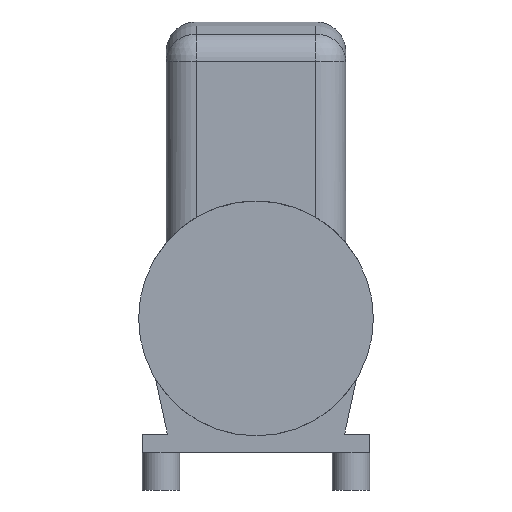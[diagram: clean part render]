
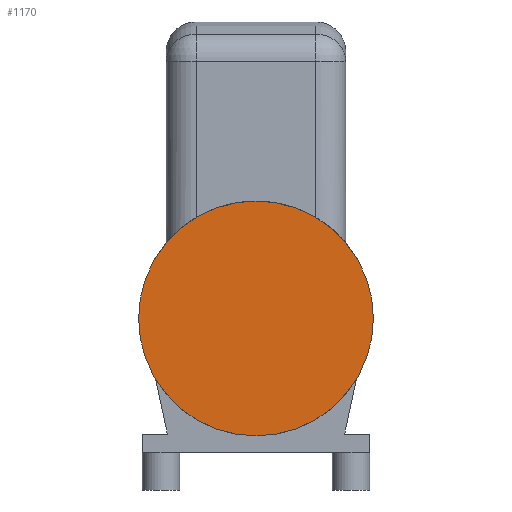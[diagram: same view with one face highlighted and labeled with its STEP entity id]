
A CAD part, left-side view. The second image highlights one B-rep face of the part: STEP entity #1170.
In plain terms, the highlighted planar face has unit normal (-1, 0, 0).
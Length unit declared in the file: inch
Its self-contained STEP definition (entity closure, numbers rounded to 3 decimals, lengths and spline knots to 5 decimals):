
#117=FACE_OUTER_BOUND('',#200,.T.);
#200=EDGE_LOOP('',(#981));
#459=CIRCLE('',#1288,3.09055);
#555=VERTEX_POINT('',#2007);
#701=EDGE_CURVE('',#555,#555,#459,.T.);
#981=ORIENTED_EDGE('',*,*,#701,.T.);
#1113=PLANE('',#1291);
#1170=ADVANCED_FACE('',(#117),#1113,.F.);
#1288=AXIS2_PLACEMENT_3D('',#2009,#1593,#1594);
#1291=AXIS2_PLACEMENT_3D('',#2078,#1601,#1602);
#1593=DIRECTION('center_axis',(-1.,0.,0.));
#1594=DIRECTION('ref_axis',(0.,1.,0.));
#1601=DIRECTION('center_axis',(1.,0.,0.));
#1602=DIRECTION('ref_axis',(0.,1.,0.));
#2007=CARTESIAN_POINT('',(-6.20079,-5.59055,4.51487));
#2009=CARTESIAN_POINT('Origin',(-6.20079,-2.5,4.51487));
#2078=CARTESIAN_POINT('Origin',(-6.20079,-2.5,4.51487));
